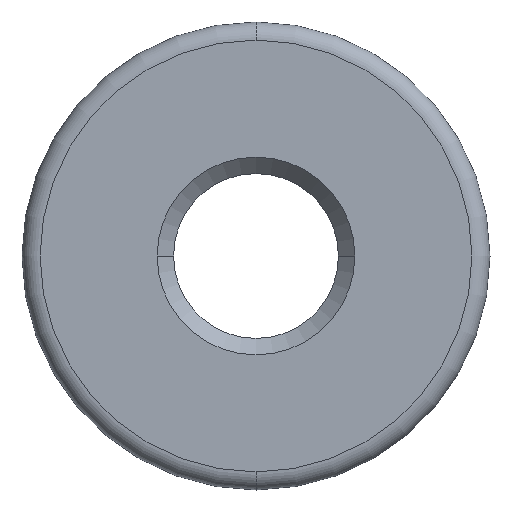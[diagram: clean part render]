
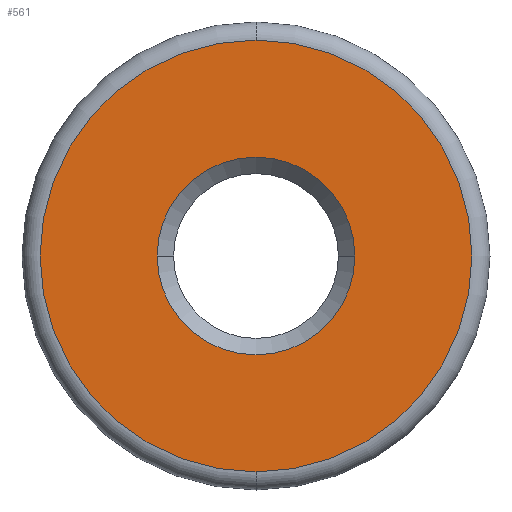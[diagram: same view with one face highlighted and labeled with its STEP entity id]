
A CAD part, front view. The second image highlights one B-rep face of the part: STEP entity #561.
In plain terms, the highlighted planar face has unit normal (0, -1, 0).
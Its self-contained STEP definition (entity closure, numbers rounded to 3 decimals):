
#11 = CIRCLE ( 'NONE', #451, 6.55 ) ;
#13 = VERTEX_POINT ( 'NONE', #694 ) ;
#16 = DIRECTION ( 'NONE',  ( 0., 0., 1. ) ) ;
#19 = AXIS2_PLACEMENT_3D ( 'NONE', #579, #700, #394 ) ;
#37 = AXIS2_PLACEMENT_3D ( 'NONE', #392, #325, #852 ) ;
#39 = FACE_OUTER_BOUND ( 'NONE', #51, .T. ) ;
#51 = EDGE_LOOP ( 'NONE', ( #746, #153 ) ) ;
#89 = EDGE_CURVE ( 'NONE', #765, #250, #192, .T. ) ;
#96 = DIRECTION ( 'NONE',  ( 0., 1., 0. ) ) ;
#110 = DIRECTION ( 'NONE',  ( 0., 1., 0. ) ) ;
#114 = AXIS2_PLACEMENT_3D ( 'NONE', #753, #96, #307 ) ;
#152 = VERTEX_POINT ( 'NONE', #687 ) ;
#153 = ORIENTED_EDGE ( 'NONE', *, *, #329, .F. ) ;
#192 = CIRCLE ( 'NONE', #589, 3. ) ;
#250 = VERTEX_POINT ( 'NONE', #290 ) ;
#290 = CARTESIAN_POINT ( 'NONE',  ( -3., -6., 0. ) ) ;
#307 = DIRECTION ( 'NONE',  ( 0., 0., 1. ) ) ;
#325 = DIRECTION ( 'NONE',  ( 0., 1., 0. ) ) ;
#329 = EDGE_CURVE ( 'NONE', #152, #13, #11, .T. ) ;
#340 = CIRCLE ( 'NONE', #37, 6.55 ) ;
#392 = CARTESIAN_POINT ( 'NONE',  ( 0., -6., 0. ) ) ;
#394 = DIRECTION ( 'NONE',  ( -1., 0., 0. ) ) ;
#424 = PLANE ( 'NONE',  #114 ) ;
#451 = AXIS2_PLACEMENT_3D ( 'NONE', #612, #609, #16 ) ;
#523 = CARTESIAN_POINT ( 'NONE',  ( 3., -6., 0. ) ) ;
#561 = ADVANCED_FACE ( 'NONE', ( #39, #678 ), #424, .F. ) ;
#563 = DIRECTION ( 'NONE',  ( -1., 0., 0. ) ) ;
#579 = CARTESIAN_POINT ( 'NONE',  ( 0., -6., 0. ) ) ;
#589 = AXIS2_PLACEMENT_3D ( 'NONE', #702, #110, #563 ) ;
#609 = DIRECTION ( 'NONE',  ( 0., 1., 0. ) ) ;
#612 = CARTESIAN_POINT ( 'NONE',  ( 0., -6., 0. ) ) ;
#646 = ORIENTED_EDGE ( 'NONE', *, *, #89, .T. ) ;
#659 = CIRCLE ( 'NONE', #19, 3. ) ;
#678 = FACE_BOUND ( 'NONE', #736, .T. ) ;
#687 = CARTESIAN_POINT ( 'NONE',  ( 0., -6., -6.55 ) ) ;
#691 = EDGE_CURVE ( 'NONE', #13, #152, #340, .T. ) ;
#694 = CARTESIAN_POINT ( 'NONE',  ( 0., -6., 6.55 ) ) ;
#700 = DIRECTION ( 'NONE',  ( 0., 1., 0. ) ) ;
#702 = CARTESIAN_POINT ( 'NONE',  ( 0., -6., 0. ) ) ;
#736 = EDGE_LOOP ( 'NONE', ( #646, #780 ) ) ;
#746 = ORIENTED_EDGE ( 'NONE', *, *, #691, .F. ) ;
#753 = CARTESIAN_POINT ( 'NONE',  ( 0., -6., 0. ) ) ;
#765 = VERTEX_POINT ( 'NONE', #523 ) ;
#780 = ORIENTED_EDGE ( 'NONE', *, *, #812, .T. ) ;
#812 = EDGE_CURVE ( 'NONE', #250, #765, #659, .T. ) ;
#852 = DIRECTION ( 'NONE',  ( 0., 0., 1. ) ) ;
